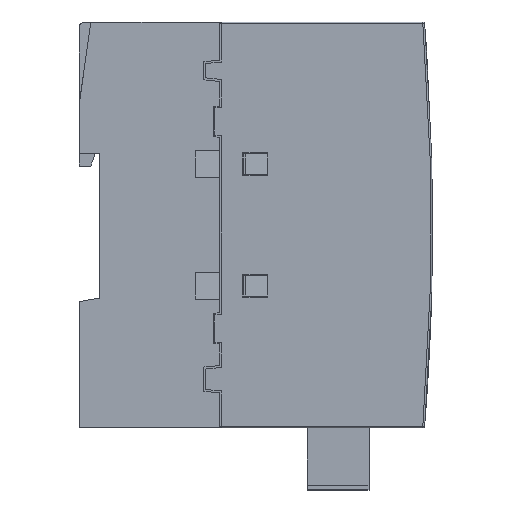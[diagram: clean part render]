
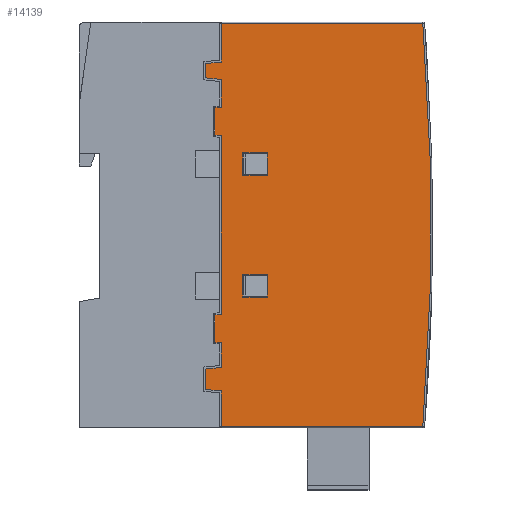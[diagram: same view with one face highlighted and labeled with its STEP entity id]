
A CAD part, left-side view. The second image highlights one B-rep face of the part: STEP entity #14139.
In plain terms, the highlighted planar face has unit normal (-1, 0, 0).
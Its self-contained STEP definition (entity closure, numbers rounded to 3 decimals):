
#13647=FACE_BOUND('',#19076,.T.);
#13648=FACE_BOUND('',#19077,.T.);
#13649=FACE_BOUND('',#19078,.T.);
#14139=ADVANCED_FACE('NONE',(#13647,#13648,#13649),#15818,.F.);
#15818=PLANE('',#47597);
#19076=EDGE_LOOP('',(#23221,#23222,#23223,#23224,#23225,#23226,#23227,#23228,
#23229,#23230,#23231,#23232,#23233,#23234,#23235,#23236,#23237,#23238,#23239,
#23240));
#19077=EDGE_LOOP('',(#23241,#23242,#23243,#23244));
#19078=EDGE_LOOP('',(#23245,#23246,#23247,#23248));
#20544=CIRCLE('',#47596,614.6);
#23221=ORIENTED_EDGE('',*,*,#35718,.T.);
#23222=ORIENTED_EDGE('',*,*,#35719,.T.);
#23223=ORIENTED_EDGE('',*,*,#35720,.T.);
#23224=ORIENTED_EDGE('',*,*,#35721,.T.);
#23225=ORIENTED_EDGE('',*,*,#35722,.T.);
#23226=ORIENTED_EDGE('',*,*,#35723,.T.);
#23227=ORIENTED_EDGE('',*,*,#35724,.T.);
#23228=ORIENTED_EDGE('',*,*,#35725,.T.);
#23229=ORIENTED_EDGE('',*,*,#35726,.T.);
#23230=ORIENTED_EDGE('',*,*,#35727,.T.);
#23231=ORIENTED_EDGE('',*,*,#35728,.T.);
#23232=ORIENTED_EDGE('',*,*,#35729,.T.);
#23233=ORIENTED_EDGE('',*,*,#35730,.T.);
#23234=ORIENTED_EDGE('',*,*,#35731,.T.);
#23235=ORIENTED_EDGE('',*,*,#35732,.T.);
#23236=ORIENTED_EDGE('',*,*,#35733,.T.);
#23237=ORIENTED_EDGE('',*,*,#35734,.T.);
#23238=ORIENTED_EDGE('',*,*,#35735,.T.);
#23239=ORIENTED_EDGE('',*,*,#35736,.T.);
#23240=ORIENTED_EDGE('',*,*,#35737,.T.);
#23241=ORIENTED_EDGE('',*,*,#35738,.T.);
#23242=ORIENTED_EDGE('',*,*,#35196,.T.);
#23243=ORIENTED_EDGE('',*,*,#35739,.T.);
#23244=ORIENTED_EDGE('',*,*,#35740,.T.);
#23245=ORIENTED_EDGE('',*,*,#35741,.T.);
#23246=ORIENTED_EDGE('',*,*,#35212,.T.);
#23247=ORIENTED_EDGE('',*,*,#35742,.T.);
#23248=ORIENTED_EDGE('',*,*,#35743,.T.);
#31189=VERTEX_POINT('',#59685);
#31190=VERTEX_POINT('',#59687);
#31203=VERTEX_POINT('',#59717);
#31204=VERTEX_POINT('',#59719);
#31586=VERTEX_POINT('',#60656);
#31587=VERTEX_POINT('',#60657);
#31588=VERTEX_POINT('',#60659);
#31589=VERTEX_POINT('',#60661);
#31590=VERTEX_POINT('',#60663);
#31591=VERTEX_POINT('',#60665);
#31592=VERTEX_POINT('',#60667);
#31593=VERTEX_POINT('',#60669);
#31594=VERTEX_POINT('',#60671);
#31595=VERTEX_POINT('',#60673);
#31596=VERTEX_POINT('',#60675);
#31597=VERTEX_POINT('',#60677);
#31598=VERTEX_POINT('',#60679);
#31599=VERTEX_POINT('',#60681);
#31600=VERTEX_POINT('',#60683);
#31601=VERTEX_POINT('',#60685);
#31602=VERTEX_POINT('',#60687);
#31603=VERTEX_POINT('',#60689);
#31604=VERTEX_POINT('',#60691);
#31605=VERTEX_POINT('',#60693);
#31606=VERTEX_POINT('',#60696);
#31607=VERTEX_POINT('',#60698);
#31608=VERTEX_POINT('',#60701);
#31609=VERTEX_POINT('',#60703);
#35196=EDGE_CURVE('NONE',#31190,#31189,#40327,.T.);
#35212=EDGE_CURVE('NONE',#31204,#31203,#40343,.T.);
#35718=EDGE_CURVE('NONE',#31586,#31587,#40825,.T.);
#35719=EDGE_CURVE('NONE',#31587,#31588,#40826,.T.);
#35720=EDGE_CURVE('NONE',#31588,#31589,#20544,.T.);
#35721=EDGE_CURVE('NONE',#31589,#31590,#40827,.T.);
#35722=EDGE_CURVE('NONE',#31590,#31591,#40828,.T.);
#35723=EDGE_CURVE('NONE',#31591,#31592,#40829,.T.);
#35724=EDGE_CURVE('NONE',#31592,#31593,#40830,.T.);
#35725=EDGE_CURVE('NONE',#31593,#31594,#40831,.T.);
#35726=EDGE_CURVE('NONE',#31594,#31595,#40832,.T.);
#35727=EDGE_CURVE('NONE',#31595,#31596,#40833,.T.);
#35728=EDGE_CURVE('NONE',#31596,#31597,#40834,.T.);
#35729=EDGE_CURVE('NONE',#31597,#31598,#40835,.T.);
#35730=EDGE_CURVE('NONE',#31598,#31599,#40836,.T.);
#35731=EDGE_CURVE('NONE',#31599,#31600,#40837,.T.);
#35732=EDGE_CURVE('NONE',#31600,#31601,#40838,.T.);
#35733=EDGE_CURVE('NONE',#31601,#31602,#40839,.T.);
#35734=EDGE_CURVE('NONE',#31602,#31603,#40840,.T.);
#35735=EDGE_CURVE('NONE',#31603,#31604,#40841,.T.);
#35736=EDGE_CURVE('NONE',#31604,#31605,#40842,.T.);
#35737=EDGE_CURVE('NONE',#31605,#31586,#40843,.T.);
#35738=EDGE_CURVE('NONE',#31606,#31190,#40844,.T.);
#35739=EDGE_CURVE('NONE',#31189,#31607,#40845,.T.);
#35740=EDGE_CURVE('NONE',#31607,#31606,#40846,.T.);
#35741=EDGE_CURVE('NONE',#31608,#31204,#40847,.T.);
#35742=EDGE_CURVE('NONE',#31203,#31609,#40848,.T.);
#35743=EDGE_CURVE('NONE',#31609,#31608,#40849,.T.);
#40327=LINE('',#59686,#44398);
#40343=LINE('',#59718,#44414);
#40825=LINE('',#60655,#44896);
#40826=LINE('',#60658,#44897);
#40827=LINE('',#60662,#44898);
#40828=LINE('',#60664,#44899);
#40829=LINE('',#60666,#44900);
#40830=LINE('',#60668,#44901);
#40831=LINE('',#60670,#44902);
#40832=LINE('',#60672,#44903);
#40833=LINE('',#60674,#44904);
#40834=LINE('',#60676,#44905);
#40835=LINE('',#60678,#44906);
#40836=LINE('',#60680,#44907);
#40837=LINE('',#60682,#44908);
#40838=LINE('',#60684,#44909);
#40839=LINE('',#60686,#44910);
#40840=LINE('',#60688,#44911);
#40841=LINE('',#60690,#44912);
#40842=LINE('',#60692,#44913);
#40843=LINE('',#60694,#44914);
#40844=LINE('',#60695,#44915);
#40845=LINE('',#60697,#44916);
#40846=LINE('',#60699,#44917);
#40847=LINE('',#60700,#44918);
#40848=LINE('',#60702,#44919);
#40849=LINE('',#60704,#44920);
#44398=VECTOR('',#51092,1.);
#44414=VECTOR('',#51112,1.);
#44896=VECTOR('',#51708,1.);
#44897=VECTOR('',#51709,1.);
#44898=VECTOR('',#51712,1.);
#44899=VECTOR('',#51713,1.);
#44900=VECTOR('',#51714,1.);
#44901=VECTOR('',#51715,1.);
#44902=VECTOR('',#51716,1.);
#44903=VECTOR('',#51717,1.);
#44904=VECTOR('',#51718,1.);
#44905=VECTOR('',#51719,1.);
#44906=VECTOR('',#51720,1.);
#44907=VECTOR('',#51721,1.);
#44908=VECTOR('',#51722,1.);
#44909=VECTOR('',#51723,1.);
#44910=VECTOR('',#51724,1.);
#44911=VECTOR('',#51725,1.);
#44912=VECTOR('',#51726,1.);
#44913=VECTOR('',#51727,1.);
#44914=VECTOR('',#51728,1.);
#44915=VECTOR('',#51729,1.);
#44916=VECTOR('',#51730,1.);
#44917=VECTOR('',#51731,1.);
#44918=VECTOR('',#51732,1.);
#44919=VECTOR('',#51733,1.);
#44920=VECTOR('',#51734,1.);
#47596=AXIS2_PLACEMENT_3D('',#60660,#51710,#51711);
#47597=AXIS2_PLACEMENT_3D('',#60705,#51735,#51736);
#51092=DIRECTION('',(0.,-1.,0.));
#51112=DIRECTION('',(0.,-1.,0.));
#51708=DIRECTION('',(0.,-1.,0.));
#51709=DIRECTION('',(0.,0.,1.));
#51710=DIRECTION('',(-1.,0.,0.));
#51711=DIRECTION('',(0.,0.,-1.));
#51712=DIRECTION('',(0.,0.,-1.));
#51713=DIRECTION('',(0.,-1.,0.));
#51714=DIRECTION('',(0.,-0.101,-0.995));
#51715=DIRECTION('',(0.,-1.,0.));
#51716=DIRECTION('',(0.,-0.101,0.995));
#51717=DIRECTION('',(0.,-1.,0.));
#51718=DIRECTION('',(0.,-0.017,-1.));
#51719=DIRECTION('',(0.,-1.,0.));
#51720=DIRECTION('',(0.,-0.087,0.996));
#51721=DIRECTION('',(0.,-1.,0.));
#51722=DIRECTION('',(0.,-0.087,-0.996));
#51723=DIRECTION('',(0.,-1.,0.));
#51724=DIRECTION('',(0.,-0.017,1.));
#51725=DIRECTION('',(0.,-1.,0.));
#51726=DIRECTION('',(0.,-0.101,-0.995));
#51727=DIRECTION('',(0.,-1.,0.));
#51728=DIRECTION('',(0.,-0.101,0.995));
#51729=DIRECTION('',(0.,0.,1.));
#51730=DIRECTION('',(0.,0.,-1.));
#51731=DIRECTION('',(0.,1.,0.));
#51732=DIRECTION('',(0.,0.,1.));
#51733=DIRECTION('',(0.,0.,-1.));
#51734=DIRECTION('',(0.,1.,0.));
#51735=DIRECTION('',(1.,0.,0.));
#51736=DIRECTION('',(0.,1.,0.));
#59685=CARTESIAN_POINT('',(-22.5,-17.75,11.3));
#59686=CARTESIAN_POINT('',(-22.5,-49.6,11.3));
#59687=CARTESIAN_POINT('',(-22.5,-12.25,11.3));
#59717=CARTESIAN_POINT('',(-22.5,12.25,11.3));
#59718=CARTESIAN_POINT('',(-22.5,-49.6,11.3));
#59719=CARTESIAN_POINT('',(-22.5,17.75,11.3));
#60655=CARTESIAN_POINT('',(-22.5,-49.6,0.));
#60656=CARTESIAN_POINT('',(-22.5,-40.903,0.));
#60657=CARTESIAN_POINT('',(-22.5,-49.6,0.));
#60658=CARTESIAN_POINT('',(-22.5,-49.6,50.));
#60659=CARTESIAN_POINT('',(-22.5,-49.6,49.631));
#60660=CARTESIAN_POINT('',(-22.5,0.,-562.964));
#60661=CARTESIAN_POINT('',(-22.5,49.6,49.631));
#60662=CARTESIAN_POINT('',(-22.5,49.6,0.));
#60663=CARTESIAN_POINT('',(-22.5,49.6,0.));
#60664=CARTESIAN_POINT('',(-22.5,-49.6,0.));
#60665=CARTESIAN_POINT('',(-22.5,40.153,0.));
#60666=CARTESIAN_POINT('',(-22.5,35.786,-43.226));
#60667=CARTESIAN_POINT('',(-22.5,39.759,-3.9));
#60668=CARTESIAN_POINT('',(-22.5,-49.6,-3.9));
#60669=CARTESIAN_POINT('',(-22.5,36.241,-3.9));
#60670=CARTESIAN_POINT('',(-22.5,38.444,-25.705));
#60671=CARTESIAN_POINT('',(-22.5,35.847,0.));
#60672=CARTESIAN_POINT('',(-22.5,-49.6,0.));
#60673=CARTESIAN_POINT('',(-22.5,29.,0.));
#60674=CARTESIAN_POINT('',(-22.5,28.372,-35.961));
#60675=CARTESIAN_POINT('',(-22.5,28.972,-1.6));
#60676=CARTESIAN_POINT('',(-22.5,-49.6,-1.6));
#60677=CARTESIAN_POINT('',(-22.5,22.14,-1.6));
#60678=CARTESIAN_POINT('',(-22.5,24.46,-28.121));
#60679=CARTESIAN_POINT('',(-22.5,22.,0.));
#60680=CARTESIAN_POINT('',(-22.5,-49.6,0.));
#60681=CARTESIAN_POINT('',(-22.5,-22.,0.));
#60682=CARTESIAN_POINT('',(-22.5,-25.214,-36.734));
#60683=CARTESIAN_POINT('',(-22.5,-22.14,-1.6));
#60684=CARTESIAN_POINT('',(-22.5,-49.6,-1.6));
#60685=CARTESIAN_POINT('',(-22.5,-28.972,-1.6));
#60686=CARTESIAN_POINT('',(-22.5,-28.403,-34.23));
#60687=CARTESIAN_POINT('',(-22.5,-29.,0.));
#60688=CARTESIAN_POINT('',(-22.5,-49.6,0.));
#60689=CARTESIAN_POINT('',(-22.5,-35.097,0.));
#60690=CARTESIAN_POINT('',(-22.5,-38.704,-35.701));
#60691=CARTESIAN_POINT('',(-22.5,-35.491,-3.9));
#60692=CARTESIAN_POINT('',(-22.5,-49.6,-3.9));
#60693=CARTESIAN_POINT('',(-22.5,-40.509,-3.9));
#60694=CARTESIAN_POINT('',(-22.5,-37.53,-33.381));
#60695=CARTESIAN_POINT('',(-22.5,-12.25,-34.6));
#60696=CARTESIAN_POINT('',(-22.5,-12.25,5.3));
#60697=CARTESIAN_POINT('',(-22.5,-17.75,-34.6));
#60698=CARTESIAN_POINT('',(-22.5,-17.75,5.3));
#60699=CARTESIAN_POINT('',(-22.5,-49.6,5.3));
#60700=CARTESIAN_POINT('',(-22.5,17.75,-34.6));
#60701=CARTESIAN_POINT('',(-22.5,17.75,5.3));
#60702=CARTESIAN_POINT('',(-22.5,12.25,-34.6));
#60703=CARTESIAN_POINT('',(-22.5,12.25,5.3));
#60704=CARTESIAN_POINT('',(-22.5,-49.6,5.3));
#60705=CARTESIAN_POINT('',(-22.5,-49.6,-34.6));
